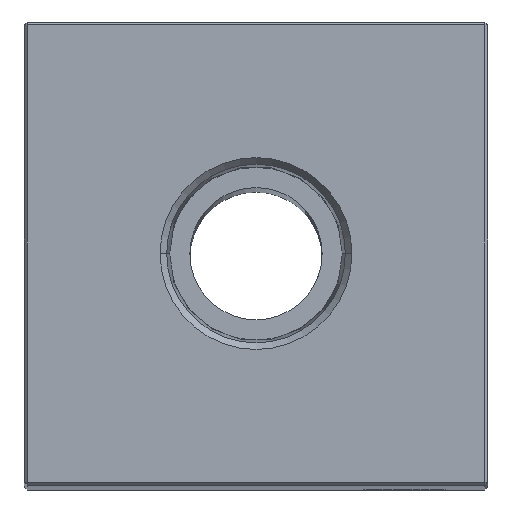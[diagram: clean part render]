
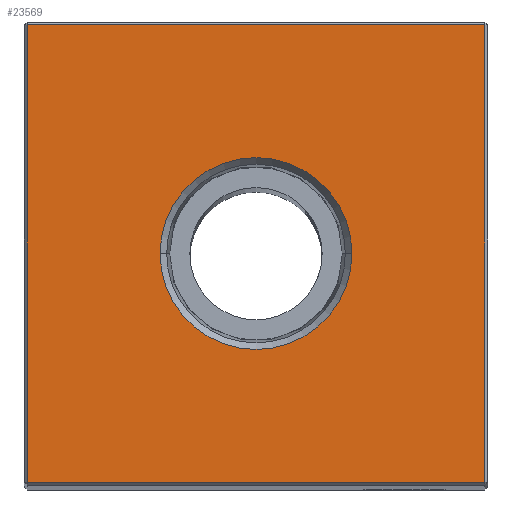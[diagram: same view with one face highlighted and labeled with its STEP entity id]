
A CAD part, top view. The second image highlights one B-rep face of the part: STEP entity #23569.
In plain terms, the highlighted planar face has unit normal (0, 0, 1).
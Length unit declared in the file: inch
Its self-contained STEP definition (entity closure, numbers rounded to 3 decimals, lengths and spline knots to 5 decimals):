
#89 = DIRECTION ( 'NONE',  ( 0., 0., 1. ) ) ;
#418 = ORIENTED_EDGE ( 'NONE', *, *, #4402, .T. ) ;
#1426 = PLANE ( 'NONE',  #27966 ) ;
#1537 = VERTEX_POINT ( 'NONE', #29542 ) ;
#1856 = LINE ( 'NONE', #11873, #11086 ) ;
#2015 = CARTESIAN_POINT ( 'NONE',  ( 0., 0.865, 10.75 ) ) ;
#2360 = CARTESIAN_POINT ( 'NONE',  ( -0.865, 0.865, 10.75 ) ) ;
#3474 = LINE ( 'NONE', #13559, #29422 ) ;
#3614 = VERTEX_POINT ( 'NONE', #14319 ) ;
#3693 = VECTOR ( 'NONE', #14725, 39.37008 ) ;
#3999 = EDGE_CURVE ( 'NONE', #31571, #1537, #26710, .T. ) ;
#4079 = EDGE_CURVE ( 'NONE', #1537, #26301, #3474, .T. ) ;
#4137 = CARTESIAN_POINT ( 'NONE',  ( 0., 0., 10.75 ) ) ;
#4168 = CARTESIAN_POINT ( 'NONE',  ( -0.865, 0., 10.75 ) ) ;
#4299 = EDGE_CURVE ( 'NONE', #26301, #28785, #1856, .T. ) ;
#4402 = EDGE_CURVE ( 'NONE', #28785, #31571, #24475, .T. ) ;
#4600 = EDGE_CURVE ( 'NONE', #3614, #24184, #15864, .T. ) ;
#5335 = ORIENTED_EDGE ( 'NONE', *, *, #32402, .F. ) ;
#7157 = DIRECTION ( 'NONE',  ( 1., 0., 0. ) ) ;
#8480 = CARTESIAN_POINT ( 'NONE',  ( 0.865, 0.865, 10.75 ) ) ;
#8704 = ORIENTED_EDGE ( 'NONE', *, *, #4299, .T. ) ;
#10018 = DIRECTION ( 'NONE',  ( 1., 0., 0. ) ) ;
#10303 = EDGE_LOOP ( 'NONE', ( #13434, #30604, #8704, #418 ) ) ;
#11086 = VECTOR ( 'NONE', #21884, 39.37008 ) ;
#11873 = CARTESIAN_POINT ( 'NONE',  ( 0.865, 0., 10.75 ) ) ;
#12035 = DIRECTION ( 'NONE',  ( -1., 0., 0. ) ) ;
#13434 = ORIENTED_EDGE ( 'NONE', *, *, #3999, .T. ) ;
#13559 = CARTESIAN_POINT ( 'NONE',  ( 0., -0.865, 10.75 ) ) ;
#13918 = FACE_OUTER_BOUND ( 'NONE', #10303, .T. ) ;
#14243 = DIRECTION ( 'NONE',  ( 0., 0., -1. ) ) ;
#14259 = VECTOR ( 'NONE', #12035, 39.37008 ) ;
#14319 = CARTESIAN_POINT ( 'NONE',  ( 0.3626, 0., 10.75 ) ) ;
#14725 = DIRECTION ( 'NONE',  ( 0., -1., 0. ) ) ;
#15143 = AXIS2_PLACEMENT_3D ( 'NONE', #19724, #29699, #7157 ) ;
#15864 = CIRCLE ( 'NONE', #16383, 0.3626 ) ;
#16383 = AXIS2_PLACEMENT_3D ( 'NONE', #22504, #89, #10018 ) ;
#17286 = EDGE_LOOP ( 'NONE', ( #30059, #5335 ) ) ;
#19724 = CARTESIAN_POINT ( 'NONE',  ( 0., 0., 10.75 ) ) ;
#21884 = DIRECTION ( 'NONE',  ( 0., 1., 0. ) ) ;
#22504 = CARTESIAN_POINT ( 'NONE',  ( 0., 0., 10.75 ) ) ;
#23509 = DIRECTION ( 'NONE',  ( 1., 0., 0. ) ) ;
#23569 = ADVANCED_FACE ( 'NONE', ( #13918, #23858 ), #1426, .F. ) ;
#23858 = FACE_BOUND ( 'NONE', #17286, .T. ) ;
#24178 = DIRECTION ( 'NONE',  ( -1., 0., 0. ) ) ;
#24184 = VERTEX_POINT ( 'NONE', #27020 ) ;
#24475 = LINE ( 'NONE', #2015, #14259 ) ;
#26301 = VERTEX_POINT ( 'NONE', #29534 ) ;
#26710 = LINE ( 'NONE', #4168, #3693 ) ;
#27020 = CARTESIAN_POINT ( 'NONE',  ( -0.3626, 0., 10.75 ) ) ;
#27966 = AXIS2_PLACEMENT_3D ( 'NONE', #4137, #14243, #24178 ) ;
#28785 = VERTEX_POINT ( 'NONE', #8480 ) ;
#29256 = CIRCLE ( 'NONE', #15143, 0.3626 ) ;
#29422 = VECTOR ( 'NONE', #23509, 39.37008 ) ;
#29534 = CARTESIAN_POINT ( 'NONE',  ( 0.865, -0.865, 10.75 ) ) ;
#29542 = CARTESIAN_POINT ( 'NONE',  ( -0.865, -0.865, 10.75 ) ) ;
#29699 = DIRECTION ( 'NONE',  ( 0., 0., 1. ) ) ;
#30059 = ORIENTED_EDGE ( 'NONE', *, *, #4600, .F. ) ;
#30604 = ORIENTED_EDGE ( 'NONE', *, *, #4079, .T. ) ;
#31571 = VERTEX_POINT ( 'NONE', #2360 ) ;
#32402 = EDGE_CURVE ( 'NONE', #24184, #3614, #29256, .T. ) ;
